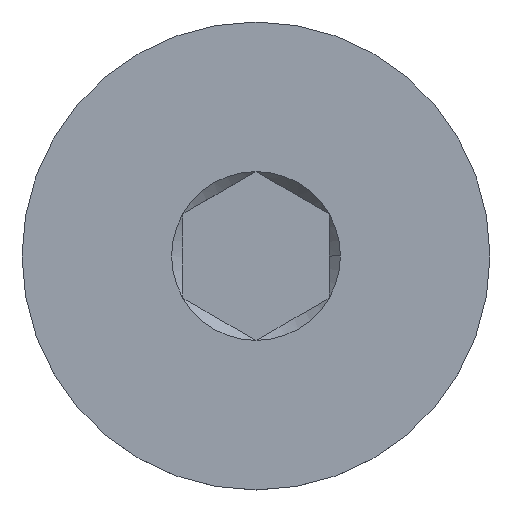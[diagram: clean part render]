
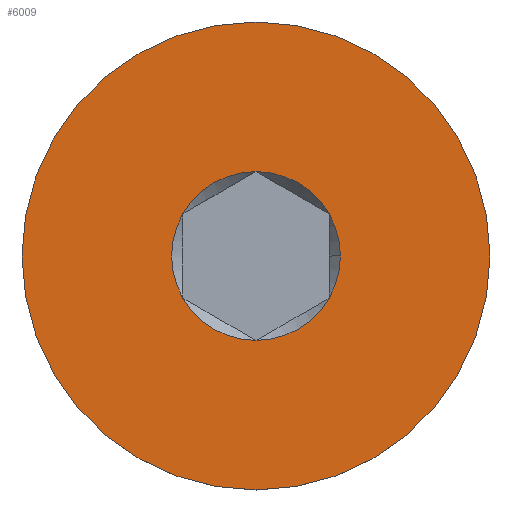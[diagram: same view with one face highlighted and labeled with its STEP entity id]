
A CAD part, top view. The second image highlights one B-rep face of the part: STEP entity #6009.
In plain terms, the highlighted planar face has unit normal (0, 0, 1).
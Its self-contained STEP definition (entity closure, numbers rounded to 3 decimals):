
#100 = AXIS2_PLACEMENT_3D ( 'NONE', #4428, #5522, #6583 ) ;
#165 = EDGE_CURVE ( 'NONE', #4325, #1407, #3904, .T. ) ;
#203 = DIRECTION ( 'NONE',  ( 0., 0., 1. ) ) ;
#218 = CARTESIAN_POINT ( 'NONE',  ( 1.25, 0.722, 12.5 ) ) ;
#439 = CARTESIAN_POINT ( 'NONE',  ( 0., 0., 12.5 ) ) ;
#536 = CARTESIAN_POINT ( 'NONE',  ( 0., 0., 12.5 ) ) ;
#740 = CARTESIAN_POINT ( 'NONE',  ( 0., 1.443, 12.5 ) ) ;
#755 = CIRCLE ( 'NONE', #4100, 1.443 ) ;
#1016 = EDGE_CURVE ( 'NONE', #5806, #4138, #1360, .T. ) ;
#1217 = CARTESIAN_POINT ( 'NONE',  ( -1.25, -0.722, 12.5 ) ) ;
#1228 = AXIS2_PLACEMENT_3D ( 'NONE', #6123, #5096, #6321 ) ;
#1264 = DIRECTION ( 'NONE',  ( 0., 0., 1. ) ) ;
#1269 = FACE_OUTER_BOUND ( 'NONE', #1724, .T. ) ;
#1304 = DIRECTION ( 'NONE',  ( 0., 1., 0. ) ) ;
#1360 = CIRCLE ( 'NONE', #1914, 1.443 ) ;
#1407 = VERTEX_POINT ( 'NONE', #3989 ) ;
#1424 = VERTEX_POINT ( 'NONE', #740 ) ;
#1440 = ORIENTED_EDGE ( 'NONE', *, *, #2131, .F. ) ;
#1532 = EDGE_CURVE ( 'NONE', #6761, #2773, #4028, .T. ) ;
#1558 = ORIENTED_EDGE ( 'NONE', *, *, #165, .F. ) ;
#1578 = CIRCLE ( 'NONE', #5142, 4. ) ;
#1687 = DIRECTION ( 'NONE',  ( 0., 1., 0. ) ) ;
#1724 = EDGE_LOOP ( 'NONE', ( #3264, #6141 ) ) ;
#1914 = AXIS2_PLACEMENT_3D ( 'NONE', #439, #4654, #6276 ) ;
#1923 = EDGE_CURVE ( 'NONE', #2773, #6761, #1578, .T. ) ;
#1951 = CARTESIAN_POINT ( 'NONE',  ( 0., 4., 12.5 ) ) ;
#2060 = DIRECTION ( 'NONE',  ( 0., 0., 1. ) ) ;
#2131 = EDGE_CURVE ( 'NONE', #4908, #5262, #2690, .T. ) ;
#2288 = FACE_BOUND ( 'NONE', #5779, .T. ) ;
#2304 = CARTESIAN_POINT ( 'NONE',  ( 0., 0., 12.5 ) ) ;
#2358 = DIRECTION ( 'NONE',  ( 0., 0., -1. ) ) ;
#2426 = EDGE_CURVE ( 'NONE', #5262, #1424, #3913, .T. ) ;
#2690 = CIRCLE ( 'NONE', #3580, 1.443 ) ;
#2773 = VERTEX_POINT ( 'NONE', #1951 ) ;
#2872 = DIRECTION ( 'NONE',  ( 0., 0., 1. ) ) ;
#2985 = ORIENTED_EDGE ( 'NONE', *, *, #6369, .F. ) ;
#3001 = ORIENTED_EDGE ( 'NONE', *, *, #1016, .F. ) ;
#3108 = CIRCLE ( 'NONE', #100, 1.443 ) ;
#3224 = DIRECTION ( 'NONE',  ( 0., 0., -1. ) ) ;
#3264 = ORIENTED_EDGE ( 'NONE', *, *, #1923, .F. ) ;
#3366 = PLANE ( 'NONE',  #3872 ) ;
#3400 = CARTESIAN_POINT ( 'NONE',  ( 0., 0., 12.5 ) ) ;
#3430 = CARTESIAN_POINT ( 'NONE',  ( 0., 0., 12.5 ) ) ;
#3580 = AXIS2_PLACEMENT_3D ( 'NONE', #5238, #2060, #5732 ) ;
#3745 = EDGE_CURVE ( 'NONE', #4138, #4325, #3108, .T. ) ;
#3820 = ORIENTED_EDGE ( 'NONE', *, *, #2426, .F. ) ;
#3872 = AXIS2_PLACEMENT_3D ( 'NONE', #3400, #2872, #5004 ) ;
#3904 = CIRCLE ( 'NONE', #1228, 1.443 ) ;
#3913 = CIRCLE ( 'NONE', #5466, 1.443 ) ;
#3948 = DIRECTION ( 'NONE',  ( 1., 0., 0. ) ) ;
#3978 = CARTESIAN_POINT ( 'NONE',  ( -1.25, 0.722, 12.5 ) ) ;
#3989 = CARTESIAN_POINT ( 'NONE',  ( 1.25, -0.722, 12.5 ) ) ;
#4028 = CIRCLE ( 'NONE', #4922, 4. ) ;
#4100 = AXIS2_PLACEMENT_3D ( 'NONE', #3430, #1264, #3948 ) ;
#4138 = VERTEX_POINT ( 'NONE', #1217 ) ;
#4212 = AXIS2_PLACEMENT_3D ( 'NONE', #4752, #6001, #6338 ) ;
#4325 = VERTEX_POINT ( 'NONE', #4953 ) ;
#4428 = CARTESIAN_POINT ( 'NONE',  ( 0., 0., 12.5 ) ) ;
#4654 = DIRECTION ( 'NONE',  ( 0., 0., 1. ) ) ;
#4696 = ORIENTED_EDGE ( 'NONE', *, *, #5120, .F. ) ;
#4752 = CARTESIAN_POINT ( 'NONE',  ( 0., 0., 12.5 ) ) ;
#4908 = VERTEX_POINT ( 'NONE', #5424 ) ;
#4922 = AXIS2_PLACEMENT_3D ( 'NONE', #6135, #2358, #1304 ) ;
#4953 = CARTESIAN_POINT ( 'NONE',  ( 0., -1.443, 12.5 ) ) ;
#5004 = DIRECTION ( 'NONE',  ( 0., -1., 0. ) ) ;
#5096 = DIRECTION ( 'NONE',  ( 0., 0., 1. ) ) ;
#5120 = EDGE_CURVE ( 'NONE', #1407, #4908, #755, .T. ) ;
#5142 = AXIS2_PLACEMENT_3D ( 'NONE', #536, #3224, #1687 ) ;
#5238 = CARTESIAN_POINT ( 'NONE',  ( 0., 0., 12.5 ) ) ;
#5262 = VERTEX_POINT ( 'NONE', #218 ) ;
#5424 = CARTESIAN_POINT ( 'NONE',  ( 1.443, 0., 12.5 ) ) ;
#5466 = AXIS2_PLACEMENT_3D ( 'NONE', #2304, #203, #6117 ) ;
#5522 = DIRECTION ( 'NONE',  ( 0., 0., 1. ) ) ;
#5732 = DIRECTION ( 'NONE',  ( 1., 0., 0. ) ) ;
#5779 = EDGE_LOOP ( 'NONE', ( #3820, #1440, #4696, #1558, #6698, #3001, #2985 ) ) ;
#5806 = VERTEX_POINT ( 'NONE', #3978 ) ;
#6001 = DIRECTION ( 'NONE',  ( 0., 0., 1. ) ) ;
#6009 = ADVANCED_FACE ( 'NONE', ( #2288, #1269 ), #3366, .T. ) ;
#6117 = DIRECTION ( 'NONE',  ( 1., 0., 0. ) ) ;
#6123 = CARTESIAN_POINT ( 'NONE',  ( 0., 0., 12.5 ) ) ;
#6135 = CARTESIAN_POINT ( 'NONE',  ( 0., 0., 12.5 ) ) ;
#6141 = ORIENTED_EDGE ( 'NONE', *, *, #1532, .F. ) ;
#6253 = CARTESIAN_POINT ( 'NONE',  ( 0., -4., 12.5 ) ) ;
#6276 = DIRECTION ( 'NONE',  ( 1., 0., 0. ) ) ;
#6321 = DIRECTION ( 'NONE',  ( 1., 0., 0. ) ) ;
#6338 = DIRECTION ( 'NONE',  ( 1., 0., 0. ) ) ;
#6348 = CIRCLE ( 'NONE', #4212, 1.443 ) ;
#6369 = EDGE_CURVE ( 'NONE', #1424, #5806, #6348, .T. ) ;
#6583 = DIRECTION ( 'NONE',  ( 1., 0., 0. ) ) ;
#6698 = ORIENTED_EDGE ( 'NONE', *, *, #3745, .F. ) ;
#6761 = VERTEX_POINT ( 'NONE', #6253 ) ;
